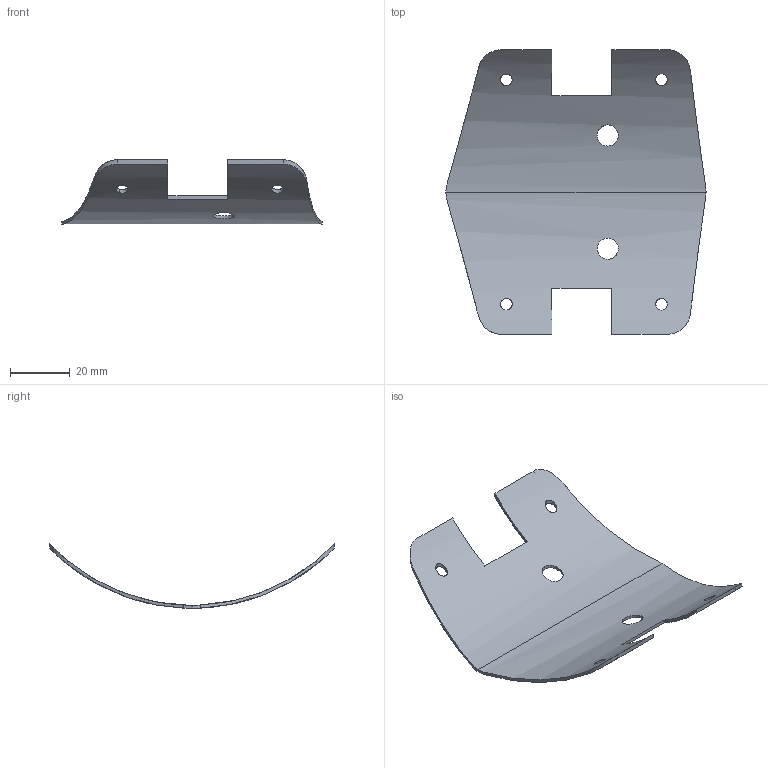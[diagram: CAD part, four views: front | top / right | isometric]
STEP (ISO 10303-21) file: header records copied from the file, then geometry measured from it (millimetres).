
FILE_DESCRIPTION (( 'STEP AP214' ), '1' );
FILE_NAME ('shoulder_Stif.STEP', '2017-08-15T08:15:53', ( '' ), ( '' ), 'SwSTEP 2.0', 'SolidWorks 2016', '' );
FILE_SCHEMA (( 'AUTOMOTIVE_DESIGN' ));
Length unit declared in the file: millimetre
Products named in the file (1): shoulder_Stif
Bounding box: 86.74 x 94.84 x 21.53 mm (x, y, z)
Volume: 7197 mm3; surface area: 14967 mm2
Topology: 1 solids, 1 shells, 41 faces, 117 edges, 78 vertices
Faces by surface type: bspline 20, plane 13, cylinder 8
Entity records: 3297 total; most frequent: CARTESIAN_POINT 2337, ORIENTED_EDGE 234, EDGE_CURVE 117, DIRECTION 111, VERTEX_POINT 78, B_SPLINE_CURVE_WITH_KNOTS 62, EDGE_LOOP 53, LINE 43
